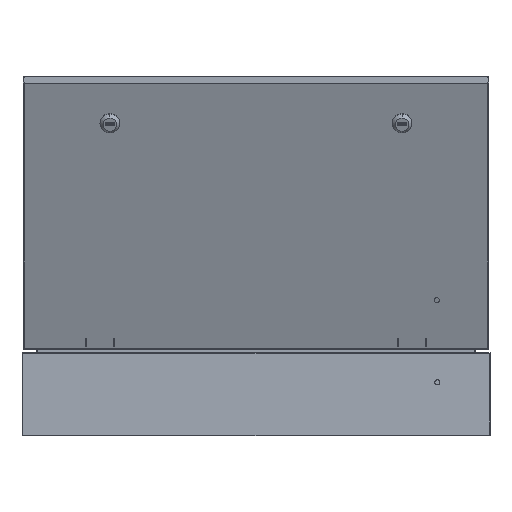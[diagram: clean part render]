
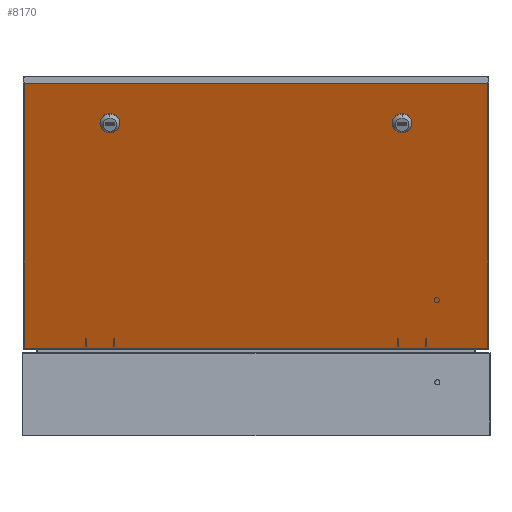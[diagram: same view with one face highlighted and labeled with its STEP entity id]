
A CAD part, left-side view. The second image highlights one B-rep face of the part: STEP entity #8170.
In plain terms, the highlighted face is planar.
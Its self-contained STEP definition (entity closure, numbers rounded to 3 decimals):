
#312 = VECTOR ( 'NONE', #12951, 1000. ) ;
#363 = VECTOR ( 'NONE', #8956, 1000. ) ;
#1158 = CARTESIAN_POINT ( 'NONE',  ( -163.5, 268.5, 0. ) ) ;
#1215 = ORIENTED_EDGE ( 'NONE', *, *, #14461, .T. ) ;
#1398 = DIRECTION ( 'NONE',  ( 0., 0., 1. ) ) ;
#1681 = DIRECTION ( 'NONE',  ( 1., 0., 0. ) ) ;
#1978 = ORIENTED_EDGE ( 'NONE', *, *, #8613, .F. ) ;
#2027 = ORIENTED_EDGE ( 'NONE', *, *, #5256, .T. ) ;
#2035 = DIRECTION ( 'NONE',  ( 0., -1., 0. ) ) ;
#2086 = CARTESIAN_POINT ( 'NONE',  ( -163.5, 268.5, 0. ) ) ;
#2137 = CIRCLE ( 'NONE', #9470, 11.5 ) ;
#2591 = DIRECTION ( 'NONE',  ( 0., 0., 1. ) ) ;
#2607 = FACE_BOUND ( 'NONE', #9520, .T. ) ;
#2617 = CARTESIAN_POINT ( 'NONE',  ( -114., 168.5, 0. ) ) ;
#2706 = CIRCLE ( 'NONE', #14295, 11.5 ) ;
#2905 = PLANE ( 'NONE',  #6350 ) ;
#3965 = CARTESIAN_POINT ( 'NONE',  ( 163.5, 268.5, 0. ) ) ;
#4331 = CARTESIAN_POINT ( 'NONE',  ( 0., 0., 0. ) ) ;
#4355 = EDGE_LOOP ( 'NONE', ( #1978, #10473 ) ) ;
#4402 = EDGE_CURVE ( 'NONE', #12437, #14974, #2137, .T. ) ;
#4650 = DIRECTION ( 'NONE',  ( 0., 0., 1. ) ) ;
#4886 = FACE_OUTER_BOUND ( 'NONE', #12831, .T. ) ;
#5256 = EDGE_CURVE ( 'NONE', #5305, #7153, #7670, .T. ) ;
#5269 = DIRECTION ( 'NONE',  ( 1., 0., 0. ) ) ;
#5305 = VERTEX_POINT ( 'NONE', #13789 ) ;
#5753 = CARTESIAN_POINT ( 'NONE',  ( -102.5, 168.5, 0. ) ) ;
#5802 = DIRECTION ( 'NONE',  ( 1., 0., 0. ) ) ;
#5864 = CARTESIAN_POINT ( 'NONE',  ( 163.5, -268.5, 0. ) ) ;
#5913 = LINE ( 'NONE', #6400, #312 ) ;
#6000 = ORIENTED_EDGE ( 'NONE', *, *, #7160, .T. ) ;
#6009 = EDGE_CURVE ( 'NONE', #7695, #5305, #9538, .T. ) ;
#6350 = AXIS2_PLACEMENT_3D ( 'NONE', #4331, #13480, #1681 ) ;
#6400 = CARTESIAN_POINT ( 'NONE',  ( 163.5, 268.5, 0. ) ) ;
#6514 = CARTESIAN_POINT ( 'NONE',  ( -114., -168.5, 0. ) ) ;
#6726 = FACE_BOUND ( 'NONE', #4355, .T. ) ;
#7153 = VERTEX_POINT ( 'NONE', #5864 ) ;
#7160 = EDGE_CURVE ( 'NONE', #12732, #7695, #8855, .T. ) ;
#7230 = DIRECTION ( 'NONE',  ( 1., 0., 0. ) ) ;
#7479 = CARTESIAN_POINT ( 'NONE',  ( -125.5, 168.5, 0. ) ) ;
#7670 = LINE ( 'NONE', #8410, #14293 ) ;
#7695 = VERTEX_POINT ( 'NONE', #9899 ) ;
#8170 = ADVANCED_FACE ( 'NONE', ( #2607, #6726, #4886 ), #2905, .T. ) ;
#8384 = VERTEX_POINT ( 'NONE', #16349 ) ;
#8410 = CARTESIAN_POINT ( 'NONE',  ( -163.5, -268.5, 0. ) ) ;
#8613 = EDGE_CURVE ( 'NONE', #16726, #8384, #15185, .T. ) ;
#8855 = LINE ( 'NONE', #1158, #363 ) ;
#8956 = DIRECTION ( 'NONE',  ( -1., 0., 0. ) ) ;
#9118 = VECTOR ( 'NONE', #2035, 1000. ) ;
#9470 = AXIS2_PLACEMENT_3D ( 'NONE', #13784, #4650, #7230 ) ;
#9520 = EDGE_LOOP ( 'NONE', ( #13137, #9596 ) ) ;
#9538 = LINE ( 'NONE', #2086, #9118 ) ;
#9596 = ORIENTED_EDGE ( 'NONE', *, *, #15838, .F. ) ;
#9899 = CARTESIAN_POINT ( 'NONE',  ( -163.5, 268.5, 0. ) ) ;
#10473 = ORIENTED_EDGE ( 'NONE', *, *, #15755, .F. ) ;
#10664 = DIRECTION ( 'NONE',  ( 1., 0., 0. ) ) ;
#10702 = AXIS2_PLACEMENT_3D ( 'NONE', #6514, #2591, #13178 ) ;
#12437 = VERTEX_POINT ( 'NONE', #5753 ) ;
#12732 = VERTEX_POINT ( 'NONE', #3965 ) ;
#12831 = EDGE_LOOP ( 'NONE', ( #15118, #2027, #1215, #6000 ) ) ;
#12951 = DIRECTION ( 'NONE',  ( 0., 1., 0. ) ) ;
#13137 = ORIENTED_EDGE ( 'NONE', *, *, #4402, .F. ) ;
#13178 = DIRECTION ( 'NONE',  ( 1., 0., 0. ) ) ;
#13198 = DIRECTION ( 'NONE',  ( 0., 0., 1. ) ) ;
#13370 = CARTESIAN_POINT ( 'NONE',  ( -114., -168.5, 0. ) ) ;
#13480 = DIRECTION ( 'NONE',  ( 0., 0., 1. ) ) ;
#13650 = AXIS2_PLACEMENT_3D ( 'NONE', #13370, #1398, #10664 ) ;
#13784 = CARTESIAN_POINT ( 'NONE',  ( -114., 168.5, 0. ) ) ;
#13789 = CARTESIAN_POINT ( 'NONE',  ( -163.5, -268.5, 0. ) ) ;
#14293 = VECTOR ( 'NONE', #5802, 1000. ) ;
#14295 = AXIS2_PLACEMENT_3D ( 'NONE', #2617, #13198, #5269 ) ;
#14461 = EDGE_CURVE ( 'NONE', #7153, #12732, #5913, .T. ) ;
#14876 = CARTESIAN_POINT ( 'NONE',  ( -102.5, -168.5, 0. ) ) ;
#14974 = VERTEX_POINT ( 'NONE', #7479 ) ;
#15118 = ORIENTED_EDGE ( 'NONE', *, *, #6009, .T. ) ;
#15185 = CIRCLE ( 'NONE', #10702, 11.5 ) ;
#15755 = EDGE_CURVE ( 'NONE', #8384, #16726, #16559, .T. ) ;
#15838 = EDGE_CURVE ( 'NONE', #14974, #12437, #2706, .T. ) ;
#16349 = CARTESIAN_POINT ( 'NONE',  ( -125.5, -168.5, 0. ) ) ;
#16559 = CIRCLE ( 'NONE', #13650, 11.5 ) ;
#16726 = VERTEX_POINT ( 'NONE', #14876 ) ;
